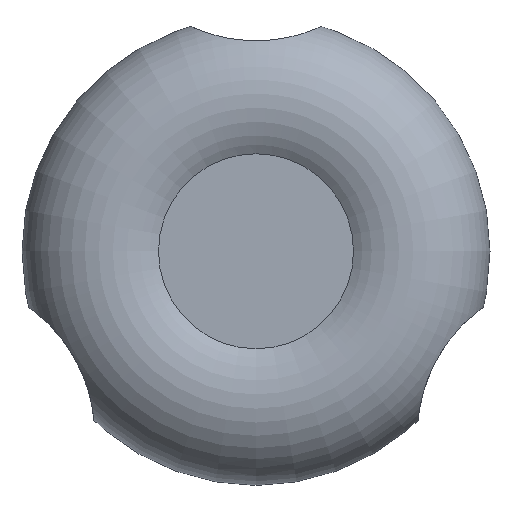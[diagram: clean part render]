
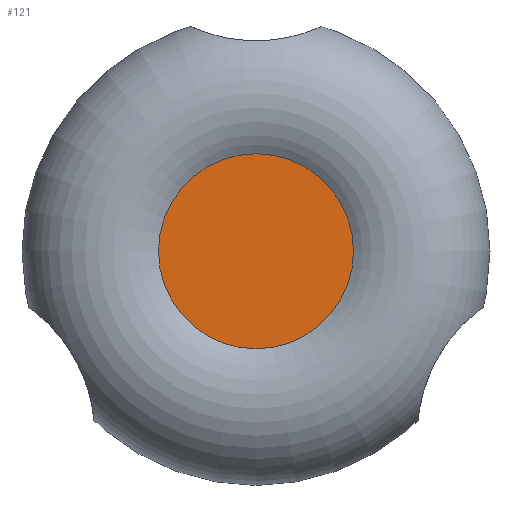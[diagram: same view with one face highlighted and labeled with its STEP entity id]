
A CAD part, top view. The second image highlights one B-rep face of the part: STEP entity #121.
In plain terms, the highlighted planar face has unit normal (0, 0, 1).
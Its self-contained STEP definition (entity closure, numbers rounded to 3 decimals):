
#121 = ADVANCED_FACE( '', ( #269 ), #270, .F. );
#269 = FACE_OUTER_BOUND( '', #447, .T. );
#270 = PLANE( '', #448 );
#447 = EDGE_LOOP( '', ( #765 ) );
#448 = AXIS2_PLACEMENT_3D( '', #766, #767, #768 );
#765 = ORIENTED_EDGE( '', *, *, #1090, .T. );
#766 = CARTESIAN_POINT( '', ( 0., 12.5, 36.374 ) );
#767 = DIRECTION( '', ( 0., 0., -1. ) );
#768 = DIRECTION( '', ( 0., 1., 0. ) );
#1090 = EDGE_CURVE( '', #1325, #1325, #1326, .T. );
#1325 = VERTEX_POINT( '', #1985 );
#1326 = CIRCLE( '', #1986, 12.5 );
#1985 = CARTESIAN_POINT( '', ( 0., -12.5, 36.374 ) );
#1986 = AXIS2_PLACEMENT_3D( '', #2405, #2406, #2407 );
#2405 = CARTESIAN_POINT( '', ( 0., 0., 36.374 ) );
#2406 = DIRECTION( '', ( 0., 0., 1. ) );
#2407 = DIRECTION( '', ( 0., -1., 0. ) );
